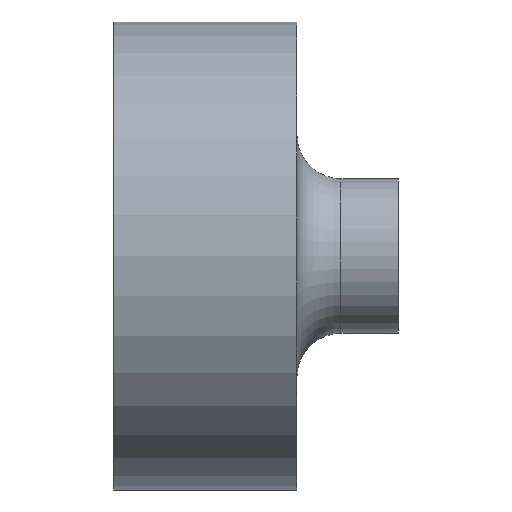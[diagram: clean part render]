
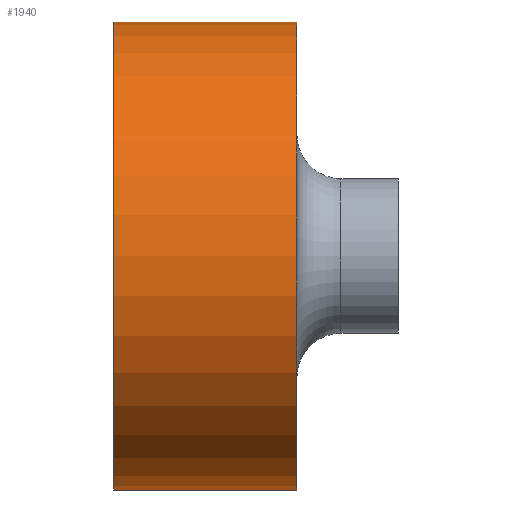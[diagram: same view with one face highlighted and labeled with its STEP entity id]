
A CAD part, top view. The second image highlights one B-rep face of the part: STEP entity #1940.
In plain terms, the highlighted cylindrical face has radius 10.6 mm (diameter 21.2 mm), a full revolution.
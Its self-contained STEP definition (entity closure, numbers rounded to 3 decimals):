
#62=CYLINDRICAL_SURFACE('',#2149,10.6);
#207=LINE('',#3416,#342);
#342=VECTOR('',#2666,10.6);
#499=FACE_OUTER_BOUND('',#628,.T.);
#628=EDGE_LOOP('',(#1696,#1697,#1698,#1699,#1700));
#718=CIRCLE('',#1990,10.6);
#719=CIRCLE('',#1991,10.6);
#787=CIRCLE('',#2150,10.6);
#817=VERTEX_POINT('',#2787);
#818=VERTEX_POINT('',#2788);
#968=VERTEX_POINT('',#3414);
#993=EDGE_CURVE('',#817,#818,#718,.T.);
#994=EDGE_CURVE('',#818,#817,#719,.T.);
#1234=EDGE_CURVE('',#968,#968,#787,.T.);
#1235=EDGE_CURVE('',#968,#818,#207,.T.);
#1696=ORIENTED_EDGE('',*,*,#1234,.T.);
#1697=ORIENTED_EDGE('',*,*,#1235,.T.);
#1698=ORIENTED_EDGE('',*,*,#994,.T.);
#1699=ORIENTED_EDGE('',*,*,#993,.T.);
#1700=ORIENTED_EDGE('',*,*,#1235,.F.);
#1940=ADVANCED_FACE('',(#499),#62,.T.);
#1990=AXIS2_PLACEMENT_3D('',#2789,#2220,#2221);
#1991=AXIS2_PLACEMENT_3D('',#2790,#2222,#2223);
#2149=AXIS2_PLACEMENT_3D('',#3413,#2662,#2663);
#2150=AXIS2_PLACEMENT_3D('',#3415,#2664,#2665);
#2220=DIRECTION('center_axis',(1.,0.,0.));
#2221=DIRECTION('ref_axis',(0.,0.,1.));
#2222=DIRECTION('center_axis',(1.,0.,0.));
#2223=DIRECTION('ref_axis',(0.,0.,1.));
#2662=DIRECTION('center_axis',(1.,0.,0.));
#2663=DIRECTION('ref_axis',(0.,0.,1.));
#2664=DIRECTION('center_axis',(-1.,0.,0.));
#2665=DIRECTION('ref_axis',(0.,0.,1.));
#2666=DIRECTION('',(-1.,0.,0.));
#2787=CARTESIAN_POINT('',(8.45,0.,10.6));
#2788=CARTESIAN_POINT('',(8.45,0.,-10.6));
#2789=CARTESIAN_POINT('Origin',(8.45,0.,0.));
#2790=CARTESIAN_POINT('Origin',(8.45,0.,0.));
#3413=CARTESIAN_POINT('Origin',(8.05,0.,0.));
#3414=CARTESIAN_POINT('',(16.75,0.,-10.6));
#3415=CARTESIAN_POINT('Origin',(16.75,0.,0.));
#3416=CARTESIAN_POINT('',(8.05,0.,-10.6));
